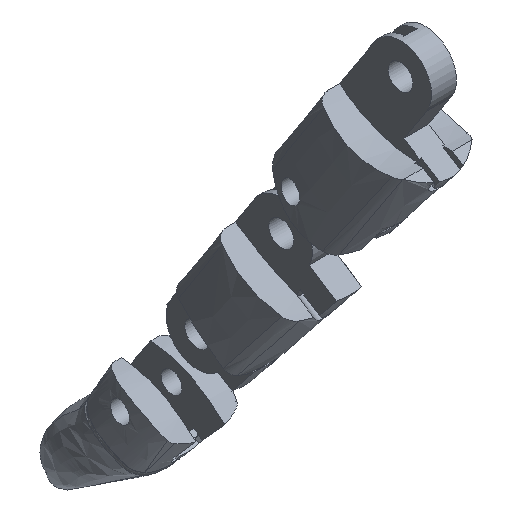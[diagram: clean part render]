
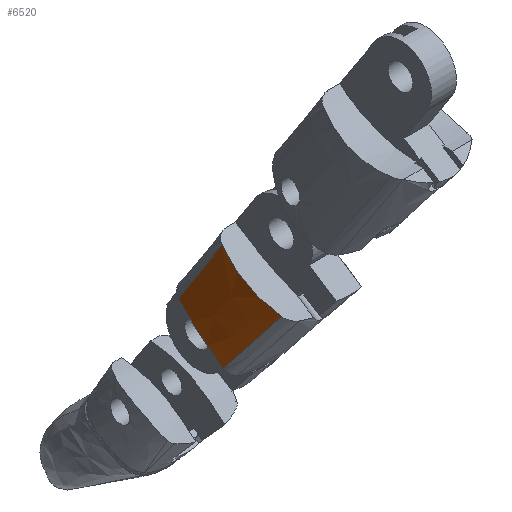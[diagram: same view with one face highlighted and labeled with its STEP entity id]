
A CAD part, isometric view. The second image highlights one B-rep face of the part: STEP entity #6520.
In plain terms, the highlighted free-form (B-spline) face has degree [3, 3] with [7, 4] control points.
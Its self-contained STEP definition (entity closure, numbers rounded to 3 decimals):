
#118 = CARTESIAN_POINT ( 'NONE',  ( -9.318, 9.046, -0.447 ) ) ;
#243 = CARTESIAN_POINT ( 'NONE',  ( -9.587, 0., 1.053 ) ) ;
#342 = CARTESIAN_POINT ( 'NONE',  ( -7.848, 40., 10.047 ) ) ;
#428 = VERTEX_POINT ( 'NONE', #4549 ) ;
#493 = CARTESIAN_POINT ( 'NONE',  ( -8.091, 22.718, 9.141 ) ) ;
#570 = VERTEX_POINT ( 'NONE', #5222 ) ;
#710 = VERTEX_POINT ( 'NONE', #5486 ) ;
#745 = CARTESIAN_POINT ( 'NONE',  ( -8.343, 23.104, -5.749 ) ) ;
#835 = CARTESIAN_POINT ( 'NONE',  ( -8.903, 7.977, -5.878 ) ) ;
#911 = ORIENTED_EDGE ( 'NONE', *, *, #10878, .F. ) ;
#971 = CARTESIAN_POINT ( 'NONE',  ( -8.217, 13.333, -8.275 ) ) ;
#999 = CARTESIAN_POINT ( 'NONE',  ( -8.671, 7.601, -7.199 ) ) ;
#1026 = CARTESIAN_POINT ( 'NONE',  ( -8.072, 0., 9.766 ) ) ;
#1054 = CARTESIAN_POINT ( 'NONE',  ( -8.305, 9.665, 8.546 ) ) ;
#1079 = CARTESIAN_POINT ( 'NONE',  ( -7.973, 40., -4.39 ) ) ;
#1184 = FACE_OUTER_BOUND ( 'NONE', #1278, .T. ) ;
#1194 = ORIENTED_EDGE ( 'NONE', *, *, #1493, .T. ) ;
#1278 = EDGE_LOOP ( 'NONE', ( #911, #3778, #9264, #1194 ) ) ;
#1493 = EDGE_CURVE ( 'NONE', #710, #5389, #7546, .T. ) ;
#1808 = CARTESIAN_POINT ( 'NONE',  ( -8.574, 26.667, 6.86 ) ) ;
#1836 = CARTESIAN_POINT ( 'NONE',  ( -9.282, 8.831, -1.825 ) ) ;
#1963 = CARTESIAN_POINT ( 'NONE',  ( -9.131, 13.333, -3.312 ) ) ;
#2016 = CARTESIAN_POINT ( 'NONE',  ( -8.5, 0., -9.5 ) ) ;
#2024 = B_SPLINE_SURFACE_WITH_KNOTS ( 'NONE', 3, 3, ( 
 ( #2016, #971, #10425, #6190 ),
 ( #4539, #8621, #7014, #1079 ),
 ( #10320, #1963, #4435, #7799 ),
 ( #243, #9403, #5360, #3548 ),
 ( #9343, #4326, #1808, #8568 ),
 ( #1026, #7898, #8670, #342 ),
 ( #5970, #4379, #10266, #2736 ) ),
 .UNSPECIFIED., .F., .F., .F.,
 ( 4, 1, 1, 1, 4 ),
 ( 4, 4 ),
 ( 0.511, 0.58, 0.648, 0.717, 0.786 ),
 ( 0., 1. ),
 .UNSPECIFIED. ) ;
#2128 = CARTESIAN_POINT ( 'NONE',  ( -8.808, 29.418, 3.184 ) ) ;
#2243 = CARTESIAN_POINT ( 'NONE',  ( -8.828, 29.695, 0.806 ) ) ;
#2376 = B_SPLINE_CURVE_WITH_KNOTS ( 'NONE', 3,
 ( #4963, #1054, #5176, #5122, #5892, #10081, #4299, #118, #1836, #8381, #835, #999 ),
 .UNSPECIFIED., .F., .F.,
 ( 4, 2, 2, 2, 2, 4 ),
 ( 0.002, 0.004, 0.007, 0.011, 0.015, 0.019 ),
 .UNSPECIFIED. ) ;
#2736 = CARTESIAN_POINT ( 'NONE',  ( -7.5, 40., 11.5 ) ) ;
#2947 = CARTESIAN_POINT ( 'NONE',  ( -8.065, 29.209, 9.096 ) ) ;
#2999 = CARTESIAN_POINT ( 'NONE',  ( -8.301, 29.189, 7.928 ) ) ;
#3052 = CARTESIAN_POINT ( 'NONE',  ( -8.778, 29.873, -0.377 ) ) ;
#3170 = CARTESIAN_POINT ( 'NONE',  ( -8.426, 19.17, -6.117 ) ) ;
#3229 = CARTESIAN_POINT ( 'NONE',  ( -8.59, 11.418, -6.842 ) ) ;
#3350 = CARTESIAN_POINT ( 'NONE',  ( -8.671, 7.601, -7.199 ) ) ;
#3548 = CARTESIAN_POINT ( 'NONE',  ( -8.666, 40., 2.806 ) ) ;
#3630 = EDGE_CURVE ( 'NONE', #710, #570, #5428, .T. ) ;
#3778 = ORIENTED_EDGE ( 'NONE', *, *, #10538, .T. ) ;
#4299 = CARTESIAN_POINT ( 'NONE',  ( -9.238, 9.379, 2.334 ) ) ;
#4326 = CARTESIAN_POINT ( 'NONE',  ( -8.772, 13.333, 6.576 ) ) ;
#4379 = CARTESIAN_POINT ( 'NONE',  ( -7.5, 13.333, 11.5 ) ) ;
#4435 = CARTESIAN_POINT ( 'NONE',  ( -8.791, 26.667, -2.414 ) ) ;
#4522 = CARTESIAN_POINT ( 'NONE',  ( -8.137, 9.661, 9.224 ) ) ;
#4539 = CARTESIAN_POINT ( 'NONE',  ( -8.905, 0., -7.734 ) ) ;
#4549 = CARTESIAN_POINT ( 'NONE',  ( -8.137, 9.661, 9.224 ) ) ;
#4596 = CARTESIAN_POINT ( 'NONE',  ( -8.485, 29.206, 6.751 ) ) ;
#4709 = CARTESIAN_POINT ( 'NONE',  ( -8.179, 30.856, -5.024 ) ) ;
#4740 = CARTESIAN_POINT ( 'NONE',  ( -8.079, 25.964, 9.119 ) ) ;
#4878 = CARTESIAN_POINT ( 'NONE',  ( -8.428, 19.112, -6.123 ) ) ;
#4935 = CARTESIAN_POINT ( 'NONE',  ( -8.671, 7.601, -7.199 ) ) ;
#4963 = CARTESIAN_POINT ( 'NONE',  ( -8.137, 9.661, 9.224 ) ) ;
#5122 = CARTESIAN_POINT ( 'NONE',  ( -8.722, 9.629, 6.49 ) ) ;
#5176 = CARTESIAN_POINT ( 'NONE',  ( -8.456, 9.66, 7.863 ) ) ;
#5222 = CARTESIAN_POINT ( 'NONE',  ( -8.065, 29.209, 9.096 ) ) ;
#5360 = CARTESIAN_POINT ( 'NONE',  ( -8.973, 26.667, 2.222 ) ) ;
#5389 = VERTEX_POINT ( 'NONE', #3350 ) ;
#5428 = B_SPLINE_CURVE_WITH_KNOTS ( 'NONE', 3,
 ( #4709, #9718, #9773, #3052, #2243, #2128, #7357, #4596, #2999, #2947 ),
 .UNSPECIFIED., .F., .F.,
 ( 4, 2, 2, 2, 4 ),
 ( 0.002, 0.005, 0.009, 0.012, 0.016 ),
 .UNSPECIFIED. ) ;
#5486 = CARTESIAN_POINT ( 'NONE',  ( -8.179, 30.856, -5.024 ) ) ;
#5644 = CARTESIAN_POINT ( 'NONE',  ( -8.425, 19.228, -6.112 ) ) ;
#5892 = CARTESIAN_POINT ( 'NONE',  ( -8.836, 9.604, 5.798 ) ) ;
#5970 = CARTESIAN_POINT ( 'NONE',  ( -7.5, 0., 11.5 ) ) ;
#6190 = CARTESIAN_POINT ( 'NONE',  ( -7.65, 40., -5.824 ) ) ;
#6520 = ADVANCED_FACE ( 'NONE', ( #1184 ), #2024, .T. ) ;
#6686 = B_SPLINE_CURVE_WITH_KNOTS ( 'NONE', 3,
 ( #4522, #8873, #8044, #8096, #493, #4740, #10353 ),
 .UNSPECIFIED., .F., .F.,
 ( 4, 3, 4 ),
 ( 0., 0.01, 0.02 ),
 .UNSPECIFIED. ) ;
#7014 = CARTESIAN_POINT ( 'NONE',  ( -8.284, 26.667, -5.504 ) ) ;
#7357 = CARTESIAN_POINT ( 'NONE',  ( -8.738, 29.32, 4.382 ) ) ;
#7546 = B_SPLINE_CURVE_WITH_KNOTS ( 'NONE', 3,
 ( #10714, #9838, #745, #5644, #3170, #4878, #9124, #9897, #3229, #4935 ),
 .UNSPECIFIED., .F., .F.,
 ( 4, 3, 3, 4 ),
 ( 0., 0.012, 0.012, 0.023 ),
 .UNSPECIFIED. ) ;
#7799 = CARTESIAN_POINT ( 'NONE',  ( -8.451, 40., -1.517 ) ) ;
#7898 = CARTESIAN_POINT ( 'NONE',  ( -7.997, 13.333, 9.86 ) ) ;
#8044 = CARTESIAN_POINT ( 'NONE',  ( -8.115, 16.202, 9.184 ) ) ;
#8096 = CARTESIAN_POINT ( 'NONE',  ( -8.103, 19.473, 9.162 ) ) ;
#8381 = CARTESIAN_POINT ( 'NONE',  ( -9.075, 8.296, -4.539 ) ) ;
#8568 = CARTESIAN_POINT ( 'NONE',  ( -8.376, 40., 7.145 ) ) ;
#8621 = CARTESIAN_POINT ( 'NONE',  ( -8.594, 13.333, -6.619 ) ) ;
#8670 = CARTESIAN_POINT ( 'NONE',  ( -7.923, 26.667, 9.953 ) ) ;
#8873 = CARTESIAN_POINT ( 'NONE',  ( -8.126, 12.932, 9.204 ) ) ;
#9124 = CARTESIAN_POINT ( 'NONE',  ( -8.429, 19.053, -6.128 ) ) ;
#9264 = ORIENTED_EDGE ( 'NONE', *, *, #3630, .F. ) ;
#9343 = CARTESIAN_POINT ( 'NONE',  ( -8.971, 0., 6.291 ) ) ;
#9403 = CARTESIAN_POINT ( 'NONE',  ( -9.28, 13.333, 1.638 ) ) ;
#9718 = CARTESIAN_POINT ( 'NONE',  ( -8.398, 30.565, -3.884 ) ) ;
#9773 = CARTESIAN_POINT ( 'NONE',  ( -8.563, 30.31, -2.727 ) ) ;
#9838 = CARTESIAN_POINT ( 'NONE',  ( -8.261, 26.98, -5.386 ) ) ;
#9897 = CARTESIAN_POINT ( 'NONE',  ( -8.51, 15.236, -6.485 ) ) ;
#10081 = CARTESIAN_POINT ( 'NONE',  ( -9.123, 9.495, 3.722 ) ) ;
#10266 = CARTESIAN_POINT ( 'NONE',  ( -7.5, 26.667, 11.5 ) ) ;
#10320 = CARTESIAN_POINT ( 'NONE',  ( -9.471, 0., -4.209 ) ) ;
#10353 = CARTESIAN_POINT ( 'NONE',  ( -8.065, 29.209, 9.096 ) ) ;
#10425 = CARTESIAN_POINT ( 'NONE',  ( -7.934, 26.667, -7.049 ) ) ;
#10538 = EDGE_CURVE ( 'NONE', #428, #570, #6686, .T. ) ;
#10714 = CARTESIAN_POINT ( 'NONE',  ( -8.179, 30.856, -5.024 ) ) ;
#10878 = EDGE_CURVE ( 'NONE', #428, #5389, #2376, .T. ) ;
